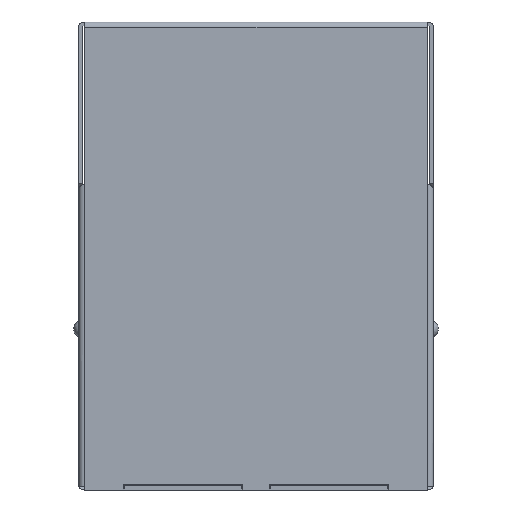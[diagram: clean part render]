
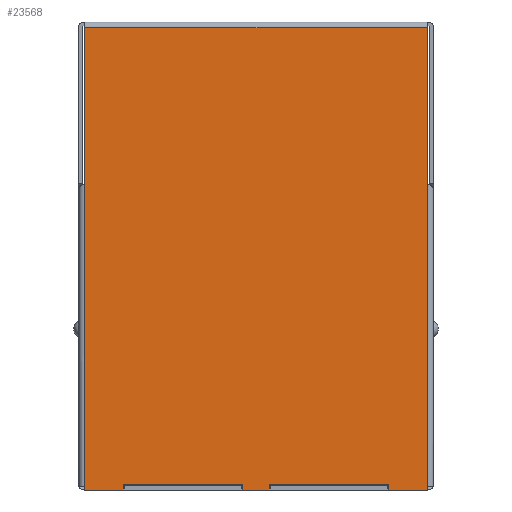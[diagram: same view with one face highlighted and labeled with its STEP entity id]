
A CAD part, front view. The second image highlights one B-rep face of the part: STEP entity #23568.
In plain terms, the highlighted planar face has unit normal (0, -1, 0).
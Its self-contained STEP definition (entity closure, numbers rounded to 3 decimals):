
#1832=DIRECTION('',(0.,0.,-1.));
#1833=VECTOR('',#1832,0.15);
#1834=CARTESIAN_POINT('',(7.72,-12.9,-20.65));
#1835=LINE('',#1834,#1833);
#1836=DIRECTION('',(-1.,0.,0.));
#1837=VECTOR('',#1836,1.74);
#1838=CARTESIAN_POINT('',(7.72,-12.9,-20.8));
#1839=LINE('',#1838,#1837);
#1840=DIRECTION('',(0.,0.,1.));
#1841=VECTOR('',#1840,0.2);
#1842=CARTESIAN_POINT('',(5.98,-12.9,-20.8));
#1843=LINE('',#1842,#1841);
#1844=CARTESIAN_POINT('',(5.93,-12.9,-20.6));
#1845=DIRECTION('',(0.,-1.,0.));
#1846=DIRECTION('',(1.,0.,0.));
#1847=AXIS2_PLACEMENT_3D('',#1844,#1845,#1846);
#1849=DIRECTION('',(-1.,0.,0.));
#1850=VECTOR('',#1849,5.28);
#1851=CARTESIAN_POINT('',(5.93,-12.9,-20.55));
#1852=LINE('',#1851,#1850);
#1853=CARTESIAN_POINT('',(0.65,-12.9,-20.6));
#1854=DIRECTION('',(0.,-1.,0.));
#1855=DIRECTION('',(0.,0.,1.));
#1856=AXIS2_PLACEMENT_3D('',#1853,#1854,#1855);
#1858=DIRECTION('',(-1.,0.,0.));
#1859=VECTOR('',#1858,1.2);
#1860=CARTESIAN_POINT('',(0.6,-12.9,-20.8));
#1861=LINE('',#1860,#1859);
#1862=CARTESIAN_POINT('',(-0.65,-12.9,-20.6));
#1863=DIRECTION('',(0.,-1.,0.));
#1864=DIRECTION('',(1.,0.,0.));
#1865=AXIS2_PLACEMENT_3D('',#1862,#1863,#1864);
#1867=CARTESIAN_POINT('',(-5.93,-12.9,-20.6));
#1868=DIRECTION('',(0.,-1.,0.));
#1869=DIRECTION('',(0.,0.,1.));
#1870=AXIS2_PLACEMENT_3D('',#1867,#1868,#1869);
#1872=DIRECTION('',(-1.,0.,0.));
#1873=VECTOR('',#1872,1.74);
#1874=CARTESIAN_POINT('',(-5.98,-12.9,-20.8));
#1875=LINE('',#1874,#1873);
#1876=DIRECTION('',(-1.,0.,0.));
#1877=VECTOR('',#1876,15.44);
#1878=CARTESIAN_POINT('',(7.72,-12.9,0.05));
#1879=LINE('',#1878,#1877);
#1889=DIRECTION('',(0.,0.,-1.));
#1890=VECTOR('',#1889,7.073);
#1891=CARTESIAN_POINT('',(-7.72,-12.9,0.05));
#1892=LINE('',#1891,#1890);
#1912=DIRECTION('',(1.,0.,0.));
#1913=VECTOR('',#1912,0.03);
#1914=CARTESIAN_POINT('',(-7.75,-12.9,-7.023));
#1915=LINE('',#1914,#1913);
#1916=DIRECTION('',(0.,0.,-1.));
#1917=VECTOR('',#1916,13.627);
#1918=CARTESIAN_POINT('',(-7.75,-12.9,-7.023));
#1919=LINE('',#1918,#1917);
#1934=DIRECTION('',(1.,0.,0.));
#1935=VECTOR('',#1934,0.03);
#1936=CARTESIAN_POINT('',(-7.75,-12.9,-20.65));
#1937=LINE('',#1936,#1935);
#1958=DIRECTION('',(0.,0.,-1.));
#1959=VECTOR('',#1958,0.15);
#1960=CARTESIAN_POINT('',(-7.72,-12.9,-20.65));
#1961=LINE('',#1960,#1959);
#2458=DIRECTION('',(0.,0.,-1.));
#2459=VECTOR('',#2458,7.073);
#2460=CARTESIAN_POINT('',(7.72,-12.9,0.05));
#2461=LINE('',#2460,#2459);
#2469=DIRECTION('',(1.,0.,0.));
#2470=VECTOR('',#2469,0.03);
#2471=CARTESIAN_POINT('',(7.72,-12.9,-7.023));
#2472=LINE('',#2471,#2470);
#2482=DIRECTION('',(0.,0.,1.));
#2483=VECTOR('',#2482,13.627);
#2484=CARTESIAN_POINT('',(7.75,-12.9,-20.65));
#2485=LINE('',#2484,#2483);
#2543=DIRECTION('',(1.,0.,0.));
#2544=VECTOR('',#2543,0.03);
#2545=CARTESIAN_POINT('',(7.72,-12.9,-20.65));
#2546=LINE('',#2545,#2544);
#3961=DIRECTION('',(0.,0.,-1.));
#3962=VECTOR('',#3961,0.2);
#3963=CARTESIAN_POINT('',(0.6,-12.9,-20.6));
#3964=LINE('',#3963,#3962);
#3973=DIRECTION('',(0.,0.,-1.));
#3974=VECTOR('',#3973,0.2);
#3975=CARTESIAN_POINT('',(-0.6,-12.9,-20.6));
#3976=LINE('',#3975,#3974);
#3989=DIRECTION('',(1.,0.,0.));
#3990=VECTOR('',#3989,5.28);
#3991=CARTESIAN_POINT('',(-5.93,-12.9,-20.55));
#3992=LINE('',#3991,#3990);
#4009=DIRECTION('',(0.,0.,-1.));
#4010=VECTOR('',#4009,0.2);
#4011=CARTESIAN_POINT('',(-5.98,-12.9,-20.6));
#4012=LINE('',#4011,#4010);
#16208=CARTESIAN_POINT('',(5.93,-12.9,-20.55));
#16209=VERTEX_POINT('',#16208);
#16210=CARTESIAN_POINT('',(0.65,-12.9,-20.55));
#16211=VERTEX_POINT('',#16210);
#16212=CARTESIAN_POINT('',(5.98,-12.9,-20.6));
#16213=VERTEX_POINT('',#16212);
#16216=CARTESIAN_POINT('',(5.98,-12.9,-20.8));
#16217=VERTEX_POINT('',#16216);
#16236=CARTESIAN_POINT('',(7.72,-12.9,-20.8));
#16237=VERTEX_POINT('',#16236);
#16240=CARTESIAN_POINT('',(0.6,-12.9,-20.8));
#16241=VERTEX_POINT('',#16240);
#16242=CARTESIAN_POINT('',(-0.6,-12.9,-20.8));
#16243=VERTEX_POINT('',#16242);
#16252=CARTESIAN_POINT('',(-5.98,-12.9,-20.8));
#16253=VERTEX_POINT('',#16252);
#16254=CARTESIAN_POINT('',(-7.72,-12.9,-20.8));
#16255=VERTEX_POINT('',#16254);
#16282=CARTESIAN_POINT('',(7.72,-12.9,-20.65));
#16283=VERTEX_POINT('',#16282);
#16288=CARTESIAN_POINT('',(7.72,-12.9,0.05));
#16289=CARTESIAN_POINT('',(-7.72,-12.9,0.05));
#16290=VERTEX_POINT('',#16288);
#16291=VERTEX_POINT('',#16289);
#16292=CARTESIAN_POINT('',(-7.72,-12.9,-7.023));
#16293=VERTEX_POINT('',#16292);
#16294=CARTESIAN_POINT('',(-7.75,-12.9,-7.023));
#16295=VERTEX_POINT('',#16294);
#16296=CARTESIAN_POINT('',(-7.75,-12.9,-20.65));
#16297=VERTEX_POINT('',#16296);
#16298=CARTESIAN_POINT('',(-7.72,-12.9,-20.65));
#16299=VERTEX_POINT('',#16298);
#16300=CARTESIAN_POINT('',(-5.98,-12.9,-20.6));
#16301=VERTEX_POINT('',#16300);
#16302=CARTESIAN_POINT('',(-5.93,-12.9,-20.55));
#16303=VERTEX_POINT('',#16302);
#16304=CARTESIAN_POINT('',(-0.65,-12.9,-20.55));
#16305=VERTEX_POINT('',#16304);
#16306=CARTESIAN_POINT('',(-0.6,-12.9,-20.6));
#16307=VERTEX_POINT('',#16306);
#16308=CARTESIAN_POINT('',(0.6,-12.9,-20.6));
#16309=VERTEX_POINT('',#16308);
#16310=CARTESIAN_POINT('',(7.75,-12.9,-20.65));
#16311=VERTEX_POINT('',#16310);
#16312=CARTESIAN_POINT('',(7.75,-12.9,-7.023));
#16313=VERTEX_POINT('',#16312);
#16314=CARTESIAN_POINT('',(7.72,-12.9,-7.023));
#16315=VERTEX_POINT('',#16314);
#23520=CARTESIAN_POINT('',(0.,-12.9,-10.375));
#23521=DIRECTION('',(0.,1.,0.));
#23522=DIRECTION('',(0.,0.,-1.));
#23523=AXIS2_PLACEMENT_3D('',#23520,#23521,#23522);
#23524=PLANE('',#23523);
#23526=ORIENTED_EDGE('',*,*,#23525,.F.);
#23528=ORIENTED_EDGE('',*,*,#23527,.T.);
#23530=ORIENTED_EDGE('',*,*,#23529,.T.);
#23532=ORIENTED_EDGE('',*,*,#23531,.F.);
#23534=ORIENTED_EDGE('',*,*,#23533,.F.);
#23535=ORIENTED_EDGE('',*,*,#23506,.T.);
#23536=ORIENTED_EDGE('',*,*,#23415,.T.);
#23537=ORIENTED_EDGE('',*,*,#23348,.T.);
#23538=ORIENTED_EDGE('',*,*,#23335,.T.);
#23539=ORIENTED_EDGE('',*,*,#23321,.T.);
#23541=ORIENTED_EDGE('',*,*,#23540,.T.);
#23543=ORIENTED_EDGE('',*,*,#23542,.T.);
#23544=ORIENTED_EDGE('',*,*,#23406,.T.);
#23546=ORIENTED_EDGE('',*,*,#23545,.F.);
#23548=ORIENTED_EDGE('',*,*,#23547,.T.);
#23550=ORIENTED_EDGE('',*,*,#23549,.F.);
#23552=ORIENTED_EDGE('',*,*,#23551,.T.);
#23554=ORIENTED_EDGE('',*,*,#23553,.T.);
#23555=ORIENTED_EDGE('',*,*,#23394,.T.);
#23557=ORIENTED_EDGE('',*,*,#23556,.F.);
#23559=ORIENTED_EDGE('',*,*,#23558,.F.);
#23561=ORIENTED_EDGE('',*,*,#23560,.F.);
#23563=ORIENTED_EDGE('',*,*,#23562,.T.);
#23565=ORIENTED_EDGE('',*,*,#23564,.F.);
#23566=EDGE_LOOP('',(#23526,#23528,#23530,#23532,#23534,#23535,#23536,#23537,
#23538,#23539,#23541,#23543,#23544,#23546,#23548,#23550,#23552,#23554,#23555,
#23557,#23559,#23561,#23563,#23565));
#23567=FACE_OUTER_BOUND('',#23566,.F.);
#23568=ADVANCED_FACE('',(#23567),#23524,.F.);
#1848=CIRCLE('',#1847,0.05);
#1857=CIRCLE('',#1856,0.05);
#1866=CIRCLE('',#1865,0.05);
#1871=CIRCLE('',#1870,0.05);
#23321=EDGE_CURVE('',#16209,#16211,#1852,.T.);
#23335=EDGE_CURVE('',#16213,#16209,#1848,.T.);
#23348=EDGE_CURVE('',#16217,#16213,#1843,.T.);
#23394=EDGE_CURVE('',#16253,#16255,#1875,.T.);
#23406=EDGE_CURVE('',#16241,#16243,#1861,.T.);
#23415=EDGE_CURVE('',#16237,#16217,#1839,.T.);
#23506=EDGE_CURVE('',#16283,#16237,#1835,.T.);
#23525=EDGE_CURVE('',#16290,#16291,#1879,.T.);
#23527=EDGE_CURVE('',#16290,#16315,#2461,.T.);
#23529=EDGE_CURVE('',#16315,#16313,#2472,.T.);
#23531=EDGE_CURVE('',#16311,#16313,#2485,.T.);
#23533=EDGE_CURVE('',#16283,#16311,#2546,.T.);
#23540=EDGE_CURVE('',#16211,#16309,#1857,.T.);
#23542=EDGE_CURVE('',#16309,#16241,#3964,.T.);
#23545=EDGE_CURVE('',#16307,#16243,#3976,.T.);
#23547=EDGE_CURVE('',#16307,#16305,#1866,.T.);
#23549=EDGE_CURVE('',#16303,#16305,#3992,.T.);
#23551=EDGE_CURVE('',#16303,#16301,#1871,.T.);
#23553=EDGE_CURVE('',#16301,#16253,#4012,.T.);
#23556=EDGE_CURVE('',#16299,#16255,#1961,.T.);
#23558=EDGE_CURVE('',#16297,#16299,#1937,.T.);
#23560=EDGE_CURVE('',#16295,#16297,#1919,.T.);
#23562=EDGE_CURVE('',#16295,#16293,#1915,.T.);
#23564=EDGE_CURVE('',#16291,#16293,#1892,.T.);
